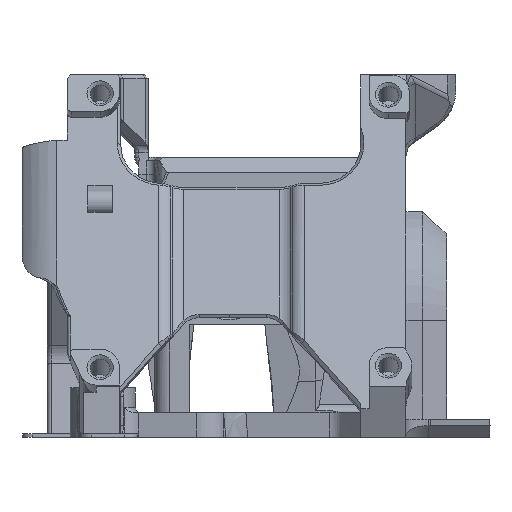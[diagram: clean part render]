
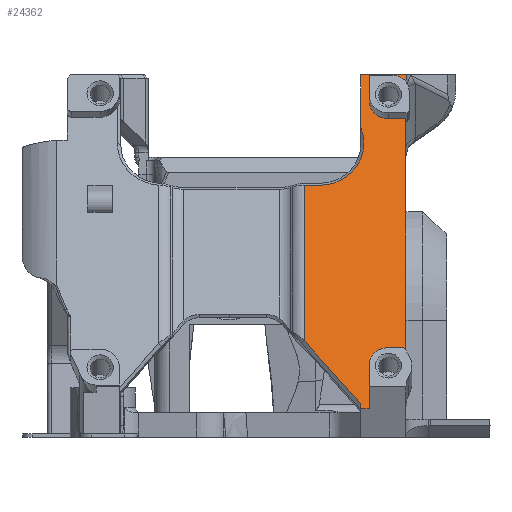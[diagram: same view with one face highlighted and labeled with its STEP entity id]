
A CAD part, left-side view. The second image highlights one B-rep face of the part: STEP entity #24362.
In plain terms, the highlighted planar face has unit normal (-0.94, 0, 0.342).
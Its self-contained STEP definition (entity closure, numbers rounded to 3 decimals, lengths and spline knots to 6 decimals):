
#750=B_SPLINE_CURVE_WITH_KNOTS('',3,(#37721,#37722,#37723,#37724),
 .UNSPECIFIED.,.F.,.F.,(4,4),(-0.000025,0.000759),
 .UNSPECIFIED.);
#1819=LINE('',#37642,#3763);
#1826=LINE('',#37739,#3770);
#1827=LINE('',#37741,#3771);
#1830=LINE('',#37749,#3774);
#1832=LINE('',#37753,#3776);
#1905=LINE('',#39251,#3849);
#1906=LINE('',#39252,#3850);
#1934=LINE('',#39398,#3878);
#2126=LINE('',#40924,#4070);
#2137=LINE('',#40958,#4081);
#2138=LINE('',#40960,#4082);
#2139=LINE('',#40961,#4083);
#2140=LINE('',#40962,#4084);
#2141=LINE('',#40964,#4085);
#3763=VECTOR('',#29375,1.);
#3770=VECTOR('',#29394,1.);
#3771=VECTOR('',#29397,1.);
#3774=VECTOR('',#29406,1.);
#3776=VECTOR('',#29410,1.);
#3849=VECTOR('',#29665,1.);
#3850=VECTOR('',#29666,1.);
#3878=VECTOR('',#29764,1.);
#4070=VECTOR('',#30416,1.);
#4081=VECTOR('',#30441,1.);
#4082=VECTOR('',#30444,1.);
#4083=VECTOR('',#30445,1.);
#4084=VECTOR('',#30446,1.);
#4085=VECTOR('',#30447,1.);
#8600=ORIENTED_EDGE('',*,*,#14320,.F.);
#8601=ORIENTED_EDGE('',*,*,#14160,.F.);
#8602=ORIENTED_EDGE('',*,*,#14158,.T.);
#8603=ORIENTED_EDGE('',*,*,#14156,.T.);
#8604=ORIENTED_EDGE('',*,*,#14155,.T.);
#8605=ORIENTED_EDGE('',*,*,#14152,.T.);
#8606=ORIENTED_EDGE('',*,*,#14319,.T.);
#8607=ORIENTED_EDGE('',*,*,#14149,.F.);
#8608=ORIENTED_EDGE('',*,*,#14759,.F.);
#8609=ORIENTED_EDGE('',*,*,#14775,.T.);
#8610=ORIENTED_EDGE('',*,*,#14762,.T.);
#8611=ORIENTED_EDGE('',*,*,#14776,.F.);
#8612=ORIENTED_EDGE('',*,*,#14370,.F.);
#8613=ORIENTED_EDGE('',*,*,#14774,.F.);
#8614=ORIENTED_EDGE('',*,*,#14777,.F.);
#8615=ORIENTED_EDGE('',*,*,#14778,.T.);
#8616=ORIENTED_EDGE('',*,*,#14162,.T.);
#8617=ORIENTED_EDGE('',*,*,#14147,.T.);
#8618=ORIENTED_EDGE('',*,*,#14142,.F.);
#8619=ORIENTED_EDGE('',*,*,#14138,.T.);
#8620=ORIENTED_EDGE('',*,*,#14177,.F.);
#14138=EDGE_CURVE('',#17541,#17542,#19509,.T.);
#14142=EDGE_CURVE('',#17541,#17545,#1819,.T.);
#14147=EDGE_CURVE('',#17547,#17545,#19512,.T.);
#14149=EDGE_CURVE('',#17549,#17550,#750,.T.);
#14152=EDGE_CURVE('',#17552,#17551,#19513,.T.);
#14155=EDGE_CURVE('',#17553,#17552,#1826,.T.);
#14156=EDGE_CURVE('',#17554,#17553,#1827,.T.);
#14158=EDGE_CURVE('',#17555,#17554,#19514,.T.);
#14160=EDGE_CURVE('',#17555,#17556,#1830,.T.);
#14162=EDGE_CURVE('',#17557,#17547,#1832,.T.);
#14177=EDGE_CURVE('',#17567,#17542,#19518,.T.);
#14319=EDGE_CURVE('',#17551,#17550,#1905,.T.);
#14320=EDGE_CURVE('',#17556,#17567,#1906,.T.);
#14370=EDGE_CURVE('',#17540,#17681,#1934,.T.);
#14759=EDGE_CURVE('',#17930,#17549,#2126,.T.);
#14762=EDGE_CURVE('',#17934,#17933,#19678,.T.);
#14774=EDGE_CURVE('',#17942,#17540,#2137,.T.);
#14775=EDGE_CURVE('',#17930,#17934,#2138,.T.);
#14776=EDGE_CURVE('',#17681,#17933,#2139,.T.);
#14777=EDGE_CURVE('',#17943,#17942,#2140,.T.);
#14778=EDGE_CURVE('',#17943,#17557,#2141,.T.);
#17540=VERTEX_POINT('',#37616);
#17541=VERTEX_POINT('',#37634);
#17542=VERTEX_POINT('',#37635);
#17545=VERTEX_POINT('',#37643);
#17547=VERTEX_POINT('',#37649);
#17549=VERTEX_POINT('',#37720);
#17550=VERTEX_POINT('',#37725);
#17551=VERTEX_POINT('',#37732);
#17552=VERTEX_POINT('',#37734);
#17553=VERTEX_POINT('',#37738);
#17554=VERTEX_POINT('',#37742);
#17555=VERTEX_POINT('',#37746);
#17556=VERTEX_POINT('',#37750);
#17557=VERTEX_POINT('',#37754);
#17567=VERTEX_POINT('',#37782);
#17681=VERTEX_POINT('',#39399);
#17930=VERTEX_POINT('',#40923);
#17933=VERTEX_POINT('',#40930);
#17934=VERTEX_POINT('',#40932);
#17942=VERTEX_POINT('',#40957);
#17943=VERTEX_POINT('',#40963);
#19509=CIRCLE('',#25894,0.0005);
#19512=CIRCLE('',#25899,0.00235);
#19513=CIRCLE('',#25901,0.002);
#19514=CIRCLE('',#25905,0.00235);
#19518=CIRCLE('',#25918,0.002536);
#19678=CIRCLE('',#26266,0.0054);
#20741=EDGE_LOOP('',(#8600,#8601,#8602,#8603,#8604,#8605,#8606,#8607,#8608,
#8609,#8610,#8611,#8612,#8613,#8614,#8615,#8616,#8617,#8618,#8619,#8620));
#22277=FACE_BOUND('',#20741,.T.);
#23330=PLANE('',#26271);
#24362=ADVANCED_FACE('',(#22277),#23330,.T.);
#25894=AXIS2_PLACEMENT_3D('',#37633,#29367,#29368);
#25899=AXIS2_PLACEMENT_3D('',#37652,#29383,#29384);
#25901=AXIS2_PLACEMENT_3D('',#37733,#29388,#29389);
#25905=AXIS2_PLACEMENT_3D('',#37745,#29401,#29402);
#25918=AXIS2_PLACEMENT_3D('',#37783,#29439,#29440);
#26266=AXIS2_PLACEMENT_3D('',#40931,#30422,#30423);
#26271=AXIS2_PLACEMENT_3D('',#40959,#30442,#30443);
#29367=DIRECTION('',(0.94,0.,-0.342));
#29368=DIRECTION('',(0.342,0.,0.94));
#29375=DIRECTION('',(0.,1.,0.));
#29383=DIRECTION('',(0.94,0.,-0.342));
#29384=DIRECTION('',(0.342,0.,0.94));
#29388=DIRECTION('',(0.94,0.,-0.342));
#29389=DIRECTION('',(0.342,0.,0.94));
#29394=DIRECTION('',(0.,-1.,0.));
#29397=DIRECTION('',(0.342,0.,0.94));
#29401=DIRECTION('',(0.94,0.,-0.342));
#29402=DIRECTION('',(0.342,0.,0.94));
#29406=DIRECTION('',(0.,-1.,0.));
#29410=DIRECTION('',(0.342,0.,0.94));
#29439=DIRECTION('',(0.94,0.,-0.342));
#29440=DIRECTION('',(0.342,0.,0.94));
#29665=DIRECTION('',(0.342,0.,0.94));
#29666=DIRECTION('',(-0.342,0.,-0.94));
#29764=DIRECTION('',(0.342,0.,0.94));
#30416=DIRECTION('',(0.,-1.,0.));
#30422=DIRECTION('',(0.94,0.,-0.342));
#30423=DIRECTION('',(0.342,0.,0.94));
#30441=DIRECTION('',(0.262,0.643,0.72));
#30442=DIRECTION('',(-0.94,0.,0.342));
#30443=DIRECTION('',(-0.342,0.,-0.94));
#30444=DIRECTION('',(-0.342,0.,-0.94));
#30445=DIRECTION('',(0.,-1.,0.));
#30446=DIRECTION('',(0.342,0.,0.94));
#30447=DIRECTION('',(0.,-1.,0.));
#37616=CARTESIAN_POINT('',(-0.141708,0.018828,0.011304));
#37633=CARTESIAN_POINT('',(-0.14243,0.007,0.009322));
#37634=CARTESIAN_POINT('',(-0.142259,0.007,0.009792));
#37635=CARTESIAN_POINT('',(-0.142361,0.006543,0.009512));
#37642=CARTESIAN_POINT('',(-0.142259,0.006125,0.009792));
#37643=CARTESIAN_POINT('',(-0.142259,0.008625,0.009792));
#37649=CARTESIAN_POINT('',(-0.143062,0.010975,0.007583));
#37652=CARTESIAN_POINT('',(-0.143062,0.008625,0.007583));
#37720=CARTESIAN_POINT('',(-0.129953,0.006465,0.0436));
#37721=CARTESIAN_POINT('',(-0.129953,0.006465,0.0436));
#37722=CARTESIAN_POINT('',(-0.130043,0.006481,0.043355));
#37723=CARTESIAN_POINT('',(-0.130132,0.006499,0.04311));
#37724=CARTESIAN_POINT('',(-0.130221,0.0065,0.042864));
#37725=CARTESIAN_POINT('',(-0.130221,0.0065,0.042864));
#37732=CARTESIAN_POINT('',(-0.130522,0.0065,0.042038));
#37733=CARTESIAN_POINT('',(-0.130921,0.008125,0.040942));
#37734=CARTESIAN_POINT('',(-0.130237,0.008125,0.042822));
#37738=CARTESIAN_POINT('',(-0.130237,0.010975,0.042822));
#37739=CARTESIAN_POINT('',(-0.130237,0.006125,0.042822));
#37741=CARTESIAN_POINT('',(-0.12364,0.010975,0.060946));
#37742=CARTESIAN_POINT('',(-0.131092,0.010975,0.040473));
#37745=CARTESIAN_POINT('',(-0.131092,0.008625,0.040473));
#37746=CARTESIAN_POINT('',(-0.131895,0.008625,0.038264));
#37749=CARTESIAN_POINT('',(-0.131895,0.006125,0.038264));
#37750=CARTESIAN_POINT('',(-0.131895,0.0065,0.038264));
#37753=CARTESIAN_POINT('',(-0.12364,0.010975,0.060946));
#37754=CARTESIAN_POINT('',(-0.144704,0.010975,0.003073));
#37782=CARTESIAN_POINT('',(-0.142392,0.0065,0.009426));
#37783=CARTESIAN_POINT('',(-0.14201,0.004223,0.010475));
#39251=CARTESIAN_POINT('',(-0.143233,0.0065,0.007113));
#39252=CARTESIAN_POINT('',(-0.136618,0.0065,0.025288));
#39398=CARTESIAN_POINT('',(-0.14325,0.018828,0.007068));
#39399=CARTESIAN_POINT('',(-0.134836,0.018828,0.030185));
#40923=CARTESIAN_POINT('',(-0.129953,0.012,0.0436));
#40924=CARTESIAN_POINT('',(-0.129953,0.004696,0.0436));
#40930=CARTESIAN_POINT('',(-0.134836,0.017,0.030185));
#40931=CARTESIAN_POINT('',(-0.132989,0.017,0.035259));
#40932=CARTESIAN_POINT('',(-0.132292,0.012,0.037176));
#40957=CARTESIAN_POINT('',(-0.144491,0.012,0.003657));
#40958=CARTESIAN_POINT('',(-0.140731,0.021225,0.013988));
#40959=CARTESIAN_POINT('',(-0.143233,0.043625,0.007113));
#40960=CARTESIAN_POINT('',(-0.143233,0.012,0.007113));
#40961=CARTESIAN_POINT('',(-0.134836,0.027711,0.030185));
#40962=CARTESIAN_POINT('',(-0.139529,0.012,0.017291));
#40963=CARTESIAN_POINT('',(-0.144704,0.012,0.003073));
#40964=CARTESIAN_POINT('',(-0.144704,0.026125,0.003073));
